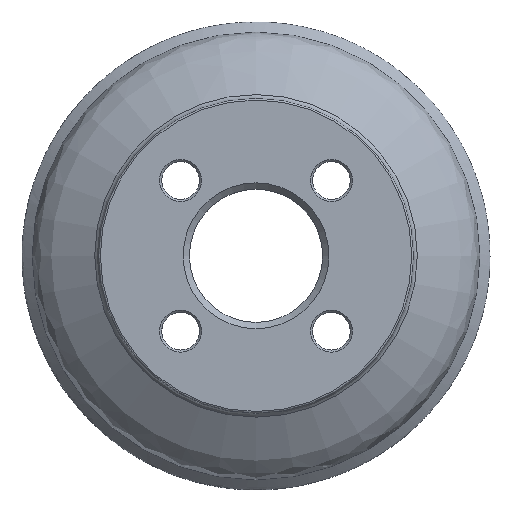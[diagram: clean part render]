
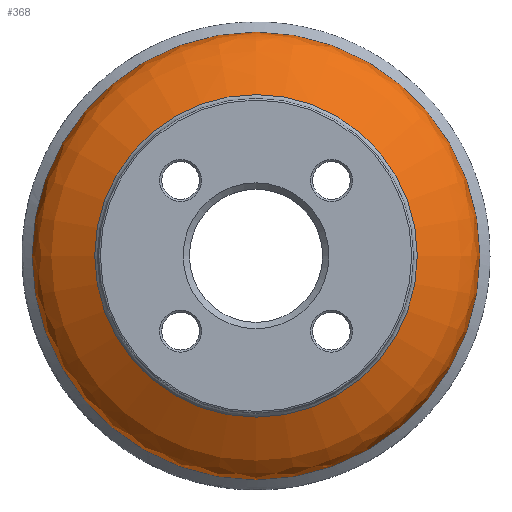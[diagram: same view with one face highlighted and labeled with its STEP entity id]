
A CAD part, top view. The second image highlights one B-rep face of the part: STEP entity #368.
In plain terms, the highlighted face is a revolution surface.
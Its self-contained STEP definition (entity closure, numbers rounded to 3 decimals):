
#94=SURFACE_OF_REVOLUTION('',#98,#96);
#96=AXIS1_PLACEMENT('',#10551,#775);
#98=B_SPLINE_CURVE_WITH_KNOTS('',3,(#10547,#10548,#10549,#10550),
 .UNSPECIFIED.,.F.,.F.,(4,4),(0.,1.),.UNSPECIFIED.);
#133=EDGE_LOOP('',(#209));
#134=EDGE_LOOP('',(#210));
#209=ORIENTED_EDGE('',*,*,#282,.T.);
#210=ORIENTED_EDGE('',*,*,#281,.F.);
#281=EDGE_CURVE('',#486,#486,#319,.T.);
#282=EDGE_CURVE('',#487,#487,#320,.T.);
#319=CIRCLE('',#659,76.862);
#320=CIRCLE('',#661,106.694);
#368=ADVANCED_FACE('',(#412,#413),#94,.F.);
#412=FACE_BOUND('',#133,.T.);
#413=FACE_BOUND('',#134,.T.);
#486=VERTEX_POINT('',#10543);
#487=VERTEX_POINT('',#10546);
#659=AXIS2_PLACEMENT_3D('',#10542,#769,#770);
#661=AXIS2_PLACEMENT_3D('',#10545,#773,#774);
#769=DIRECTION('',(0.,0.,1.));
#770=DIRECTION('',(0.,1.,0.));
#773=DIRECTION('',(0.,0.,1.));
#774=DIRECTION('',(0.,1.,0.));
#775=DIRECTION('',(0.,0.,1.));
#10542=CARTESIAN_POINT('',(0.,0.,-18.892));
#10543=CARTESIAN_POINT('',(0.,76.862,-18.892));
#10545=CARTESIAN_POINT('',(0.,0.,-45.338));
#10546=CARTESIAN_POINT('',(0.,106.694,-45.338));
#10547=CARTESIAN_POINT('',(0.,76.862,-18.892));
#10548=CARTESIAN_POINT('',(0.,80.718,-22.002));
#10549=CARTESIAN_POINT('',(0.,106.694,-31.776));
#10550=CARTESIAN_POINT('',(0.,106.694,-45.338));
#10551=CARTESIAN_POINT('',(0.,0.,-11.111));
